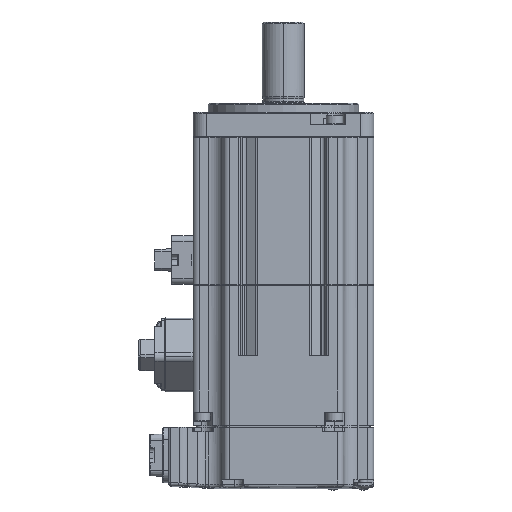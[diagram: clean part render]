
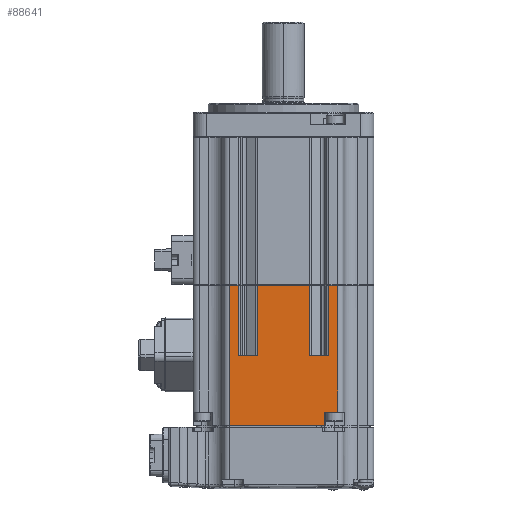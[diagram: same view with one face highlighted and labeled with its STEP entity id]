
A CAD part, front view. The second image highlights one B-rep face of the part: STEP entity #88641.
In plain terms, the highlighted planar face has unit normal (0, -1, 0).
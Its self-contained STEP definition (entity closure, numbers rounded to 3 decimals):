
#1672 = VERTEX_POINT ( 'NONE', #66812 ) ;
#1878 = CARTESIAN_POINT ( 'NONE',  ( -21.248, -60., -57.5 ) ) ;
#2090 = ORIENTED_EDGE ( 'NONE', *, *, #80721, .F. ) ;
#3172 = EDGE_CURVE ( 'NONE', #43956, #91073, #50733, .T. ) ;
#5726 = PLANE ( 'NONE',  #79632 ) ;
#6394 = CARTESIAN_POINT ( 'NONE',  ( -21.248, -60., -57.5 ) ) ;
#6720 = EDGE_CURVE ( 'NONE', #50752, #43719, #31076, .T. ) ;
#7610 = CARTESIAN_POINT ( 'NONE',  ( -14.939, -60., -97.5 ) ) ;
#8245 = DIRECTION ( 'NONE',  ( 1., 0., 0. ) ) ;
#10059 = ORIENTED_EDGE ( 'NONE', *, *, #3172, .T. ) ;
#10640 = CARTESIAN_POINT ( 'NONE',  ( -48., -60., -104. ) ) ;
#11108 = ORIENTED_EDGE ( 'NONE', *, *, #84864, .T. ) ;
#11132 = ORIENTED_EDGE ( 'NONE', *, *, #33414, .T. ) ;
#11645 = DIRECTION ( 'NONE',  ( 0., 0., -1. ) ) ;
#11971 = CARTESIAN_POINT ( 'NONE',  ( -38.752, -60., -97.5 ) ) ;
#12563 = CARTESIAN_POINT ( 'NONE',  ( 0., -60., -57.5 ) ) ;
#16277 = ORIENTED_EDGE ( 'NONE', *, *, #93191, .T. ) ;
#16715 = CARTESIAN_POINT ( 'NONE',  ( -45.061, -60., -80.75 ) ) ;
#19926 = LINE ( 'NONE', #11971, #60960 ) ;
#20016 = DIRECTION ( 'NONE',  ( -1., 0., 0. ) ) ;
#20230 = EDGE_CURVE ( 'NONE', #43719, #85340, #26479, .T. ) ;
#20496 = VECTOR ( 'NONE', #43003, 1000. ) ;
#20688 = DIRECTION ( 'NONE',  ( 1., 0., 0. ) ) ;
#22277 = VECTOR ( 'NONE', #20016, 1000. ) ;
#23362 = VECTOR ( 'NONE', #94798, 1000. ) ;
#25914 = VERTEX_POINT ( 'NONE', #52229 ) ;
#26479 = LINE ( 'NONE', #34441, #37914 ) ;
#29244 = LINE ( 'NONE', #34532, #95253 ) ;
#29872 = VECTOR ( 'NONE', #98384, 1000. ) ;
#29943 = EDGE_CURVE ( 'NONE', #1672, #83685, #33070, .T. ) ;
#30537 = EDGE_CURVE ( 'NONE', #53515, #85491, #48883, .T. ) ;
#31076 = LINE ( 'NONE', #45546, #48472 ) ;
#33070 = LINE ( 'NONE', #63487, #43916 ) ;
#33414 = EDGE_CURVE ( 'NONE', #85340, #78382, #29244, .T. ) ;
#34384 = DIRECTION ( 'NONE',  ( 0., 0., -1. ) ) ;
#34441 = CARTESIAN_POINT ( 'NONE',  ( 0., -60., -57.5 ) ) ;
#34532 = CARTESIAN_POINT ( 'NONE',  ( -48., -60., -101. ) ) ;
#34910 = DIRECTION ( 'NONE',  ( -1., 0., 0. ) ) ;
#35546 = LINE ( 'NONE', #74920, #20496 ) ;
#36539 = CARTESIAN_POINT ( 'NONE',  ( -16.4, -60., -104. ) ) ;
#37914 = VECTOR ( 'NONE', #81287, 1000. ) ;
#38570 = DIRECTION ( 'NONE',  ( 0., 0., 1. ) ) ;
#39404 = EDGE_CURVE ( 'NONE', #25914, #86760, #19926, .T. ) ;
#40948 = CARTESIAN_POINT ( 'NONE',  ( -45.061, -60., -80.75 ) ) ;
#41873 = CARTESIAN_POINT ( 'NONE',  ( 0., -60., -57.5 ) ) ;
#42112 = CARTESIAN_POINT ( 'NONE',  ( -12., -60., -57.5 ) ) ;
#43003 = DIRECTION ( 'NONE',  ( 0., 0., -1. ) ) ;
#43076 = CARTESIAN_POINT ( 'NONE',  ( 0., -60., -98. ) ) ;
#43719 = VERTEX_POINT ( 'NONE', #62519 ) ;
#43916 = VECTOR ( 'NONE', #93873, 1000. ) ;
#43956 = VERTEX_POINT ( 'NONE', #50472 ) ;
#45228 = VERTEX_POINT ( 'NONE', #36539 ) ;
#45546 = CARTESIAN_POINT ( 'NONE',  ( -45.061, -60., -57.5 ) ) ;
#48472 = VECTOR ( 'NONE', #38570, 1000. ) ;
#48883 = LINE ( 'NONE', #41873, #94660 ) ;
#50472 = CARTESIAN_POINT ( 'NONE',  ( -21.248, -60., -80.75 ) ) ;
#50540 = EDGE_CURVE ( 'NONE', #83685, #45228, #35546, .T. ) ;
#50733 = LINE ( 'NONE', #6394, #65706 ) ;
#50752 = VERTEX_POINT ( 'NONE', #40948 ) ;
#51241 = DIRECTION ( 'NONE',  ( 0., 0., 1. ) ) ;
#51285 = CARTESIAN_POINT ( 'NONE',  ( -38.752, -60., -80.75 ) ) ;
#51737 = EDGE_CURVE ( 'NONE', #45228, #78382, #70881, .T. ) ;
#51953 = LINE ( 'NONE', #7610, #67475 ) ;
#52229 = CARTESIAN_POINT ( 'NONE',  ( -38.752, -60., -57.5 ) ) ;
#52851 = ORIENTED_EDGE ( 'NONE', *, *, #30537, .T. ) ;
#53203 = ORIENTED_EDGE ( 'NONE', *, *, #29943, .F. ) ;
#53515 = VERTEX_POINT ( 'NONE', #42112 ) ;
#55271 = ORIENTED_EDGE ( 'NONE', *, *, #20230, .T. ) ;
#55442 = CARTESIAN_POINT ( 'NONE',  ( -16.4, -60., -99.5 ) ) ;
#55740 = ORIENTED_EDGE ( 'NONE', *, *, #91588, .F. ) ;
#57777 = CARTESIAN_POINT ( 'NONE',  ( -48., -60., -57.5 ) ) ;
#58564 = LINE ( 'NONE', #66032, #89518 ) ;
#59045 = DIRECTION ( 'NONE',  ( 0., -1., 0. ) ) ;
#60521 = LINE ( 'NONE', #91383, #29872 ) ;
#60960 = VECTOR ( 'NONE', #34384, 1000. ) ;
#62478 = VERTEX_POINT ( 'NONE', #72472 ) ;
#62519 = CARTESIAN_POINT ( 'NONE',  ( -45.061, -60., -57.5 ) ) ;
#63487 = CARTESIAN_POINT ( 'NONE',  ( 0., -60., -99.5 ) ) ;
#65539 = FACE_OUTER_BOUND ( 'NONE', #87534, .T. ) ;
#65706 = VECTOR ( 'NONE', #51241, 1000. ) ;
#66032 = CARTESIAN_POINT ( 'NONE',  ( -21.248, -60., -80.75 ) ) ;
#66812 = CARTESIAN_POINT ( 'NONE',  ( -12., -60., -99.5 ) ) ;
#67399 = DIRECTION ( 'NONE',  ( 0., 0., -1. ) ) ;
#67475 = VECTOR ( 'NONE', #67399, 1000. ) ;
#68541 = LINE ( 'NONE', #16715, #81393 ) ;
#70881 = LINE ( 'NONE', #93814, #22277 ) ;
#72472 = CARTESIAN_POINT ( 'NONE',  ( -14.939, -60., -80.75 ) ) ;
#72550 = ORIENTED_EDGE ( 'NONE', *, *, #51737, .F. ) ;
#72663 = ORIENTED_EDGE ( 'NONE', *, *, #6720, .T. ) ;
#74920 = CARTESIAN_POINT ( 'NONE',  ( -16.4, -60., -98. ) ) ;
#75224 = ORIENTED_EDGE ( 'NONE', *, *, #97078, .T. ) ;
#77172 = CARTESIAN_POINT ( 'NONE',  ( -14.939, -60., -57.5 ) ) ;
#78382 = VERTEX_POINT ( 'NONE', #10640 ) ;
#79632 = AXIS2_PLACEMENT_3D ( 'NONE', #43076, #59045, #95922 ) ;
#80721 = EDGE_CURVE ( 'NONE', #43956, #62478, #58564, .T. ) ;
#81287 = DIRECTION ( 'NONE',  ( -1., 0., 0. ) ) ;
#81393 = VECTOR ( 'NONE', #8245, 1000. ) ;
#83685 = VERTEX_POINT ( 'NONE', #55442 ) ;
#84351 = ORIENTED_EDGE ( 'NONE', *, *, #39404, .T. ) ;
#84864 = EDGE_CURVE ( 'NONE', #91073, #25914, #86325, .T. ) ;
#85340 = VERTEX_POINT ( 'NONE', #57777 ) ;
#85491 = VERTEX_POINT ( 'NONE', #77172 ) ;
#86325 = LINE ( 'NONE', #12563, #23362 ) ;
#86760 = VERTEX_POINT ( 'NONE', #51285 ) ;
#87534 = EDGE_LOOP ( 'NONE', ( #2090, #10059, #11108, #84351, #55740, #72663, #55271, #11132, #72550, #93529, #53203, #75224, #52851, #16277 ) ) ;
#88641 = ADVANCED_FACE ( 'NONE', ( #65539 ), #5726, .T. ) ;
#89518 = VECTOR ( 'NONE', #20688, 1000. ) ;
#91073 = VERTEX_POINT ( 'NONE', #1878 ) ;
#91383 = CARTESIAN_POINT ( 'NONE',  ( -12., -60., -98. ) ) ;
#91588 = EDGE_CURVE ( 'NONE', #50752, #86760, #68541, .T. ) ;
#93191 = EDGE_CURVE ( 'NONE', #85491, #62478, #51953, .T. ) ;
#93529 = ORIENTED_EDGE ( 'NONE', *, *, #50540, .F. ) ;
#93814 = CARTESIAN_POINT ( 'NONE',  ( -16.4, -60., -104. ) ) ;
#93873 = DIRECTION ( 'NONE',  ( -1., 0., 0. ) ) ;
#94660 = VECTOR ( 'NONE', #34910, 1000. ) ;
#94798 = DIRECTION ( 'NONE',  ( -1., 0., 0. ) ) ;
#95253 = VECTOR ( 'NONE', #11645, 1000. ) ;
#95922 = DIRECTION ( 'NONE',  ( 0., 0., 1. ) ) ;
#97078 = EDGE_CURVE ( 'NONE', #1672, #53515, #60521, .T. ) ;
#98384 = DIRECTION ( 'NONE',  ( 0., 0., 1. ) ) ;
